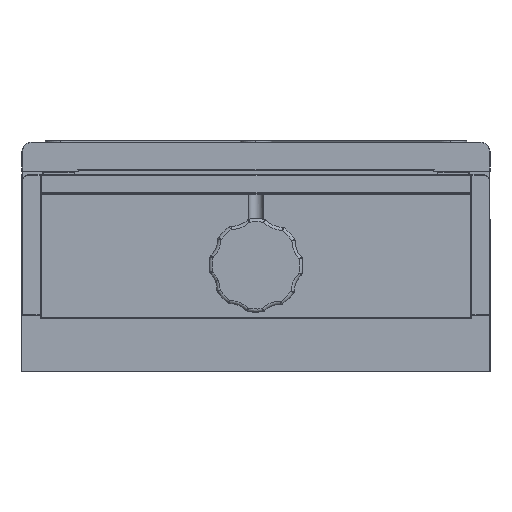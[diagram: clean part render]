
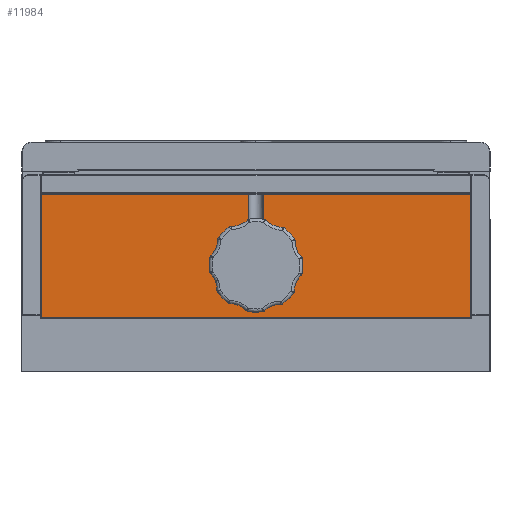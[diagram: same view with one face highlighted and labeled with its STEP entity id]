
A CAD part, front view. The second image highlights one B-rep face of the part: STEP entity #11984.
In plain terms, the highlighted planar face has unit normal (0, -1, 0).
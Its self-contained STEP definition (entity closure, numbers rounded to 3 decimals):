
#1084 = DIRECTION ( 'NONE',  ( 0., 0., -1. ) ) ;
#1591 = VERTEX_POINT ( 'NONE', #74609 ) ;
#2704 = DIRECTION ( 'NONE',  ( 1., 0., 0. ) ) ;
#3889 = VERTEX_POINT ( 'NONE', #47805 ) ;
#5095 = CARTESIAN_POINT ( 'NONE',  ( -78.535, -109.969, 12.047 ) ) ;
#5266 = CARTESIAN_POINT ( 'NONE',  ( -73.035, -109.969, -4.953 ) ) ;
#6630 = LINE ( 'NONE', #32555, #59330 ) ;
#6821 = PLANE ( 'NONE',  #41954 ) ;
#7567 = DIRECTION ( 'NONE',  ( 0., 0., 1. ) ) ;
#7634 = DIRECTION ( 'NONE',  ( 1., 0., 0. ) ) ;
#11812 = DIRECTION ( 'NONE',  ( -1., 0., 0. ) ) ;
#11984 = ADVANCED_FACE ( 'NONE', ( #76374 ), #6821, .F. ) ;
#14731 = EDGE_CURVE ( 'NONE', #28052, #39969, #6630, .T. ) ;
#14820 = EDGE_CURVE ( 'NONE', #36585, #59053, #63272, .T. ) ;
#16488 = CARTESIAN_POINT ( 'NONE',  ( -1.585, -109.969, -4.753 ) ) ;
#19982 = CARTESIAN_POINT ( 'NONE',  ( -145.585, -109.969, -4.953 ) ) ;
#20339 = CARTESIAN_POINT ( 'NONE',  ( -68.135, -109.969, 34.847 ) ) ;
#20511 = ORIENTED_EDGE ( 'NONE', *, *, #48650, .T. ) ;
#21349 = CIRCLE ( 'NONE', #67324, 7.95 ) ;
#25366 = ORIENTED_EDGE ( 'NONE', *, *, #60888, .T. ) ;
#25568 = CARTESIAN_POINT ( 'NONE',  ( -70.585, -109.969, 12.047 ) ) ;
#26397 = DIRECTION ( 'NONE',  ( 0., 0., -1. ) ) ;
#28052 = VERTEX_POINT ( 'NONE', #45392 ) ;
#28313 = AXIS2_PLACEMENT_3D ( 'NONE', #47819, #74563, #2704 ) ;
#28392 = EDGE_LOOP ( 'NONE', ( #79273, #69713, #29635, #68639, #25366, #20511, #43106, #30535, #76814, #45300 ) ) ;
#28956 = VERTEX_POINT ( 'NONE', #5095 ) ;
#29140 = LINE ( 'NONE', #66966, #45766 ) ;
#29635 = ORIENTED_EDGE ( 'NONE', *, *, #74708, .T. ) ;
#30535 = ORIENTED_EDGE ( 'NONE', *, *, #49452, .T. ) ;
#31728 = DIRECTION ( 'NONE',  ( 0., 1., 0. ) ) ;
#31933 = DIRECTION ( 'NONE',  ( 0., 1., 0. ) ) ;
#32555 = CARTESIAN_POINT ( 'NONE',  ( -139.385, -109.969, -4.953 ) ) ;
#32931 = EDGE_CURVE ( 'NONE', #70503, #1591, #45012, .T. ) ;
#36140 = CIRCLE ( 'NONE', #28313, 7.95 ) ;
#36542 = EDGE_CURVE ( 'NONE', #1591, #67161, #54095, .T. ) ;
#36585 = VERTEX_POINT ( 'NONE', #37229 ) ;
#37229 = CARTESIAN_POINT ( 'NONE',  ( -68.135, -109.969, 19.61 ) ) ;
#37787 = VECTOR ( 'NONE', #42171, 1000. ) ;
#37887 = VECTOR ( 'NONE', #66990, 1000. ) ;
#38848 = CARTESIAN_POINT ( 'NONE',  ( -1.785, -109.969, 35.047 ) ) ;
#39969 = VERTEX_POINT ( 'NONE', #72981 ) ;
#40601 = VECTOR ( 'NONE', #67096, 1000. ) ;
#41954 = AXIS2_PLACEMENT_3D ( 'NONE', #19982, #31933, #7634 ) ;
#42102 = CARTESIAN_POINT ( 'NONE',  ( -73.035, -109.969, 19.61 ) ) ;
#42171 = DIRECTION ( 'NONE',  ( -1., 0., 0. ) ) ;
#43106 = ORIENTED_EDGE ( 'NONE', *, *, #14731, .T. ) ;
#45012 = LINE ( 'NONE', #38848, #78296 ) ;
#45300 = ORIENTED_EDGE ( 'NONE', *, *, #36542, .T. ) ;
#45392 = CARTESIAN_POINT ( 'NONE',  ( -139.385, -109.969, 34.847 ) ) ;
#45513 = CARTESIAN_POINT ( 'NONE',  ( -1.785, -109.969, -4.753 ) ) ;
#45766 = VECTOR ( 'NONE', #11812, 1000. ) ;
#47805 = CARTESIAN_POINT ( 'NONE',  ( -73.035, -109.969, 34.847 ) ) ;
#47819 = CARTESIAN_POINT ( 'NONE',  ( -70.585, -109.969, 12.047 ) ) ;
#48650 = EDGE_CURVE ( 'NONE', #3889, #28052, #29140, .T. ) ;
#49452 = EDGE_CURVE ( 'NONE', #39969, #70503, #53927, .T. ) ;
#51460 = CARTESIAN_POINT ( 'NONE',  ( -70.585, -109.969, 12.047 ) ) ;
#52737 = AXIS2_PLACEMENT_3D ( 'NONE', #51460, #76593, #63406 ) ;
#53927 = LINE ( 'NONE', #16488, #40601 ) ;
#54095 = LINE ( 'NONE', #74687, #37787 ) ;
#55587 = DIRECTION ( 'NONE',  ( 1., 0., 0. ) ) ;
#57427 = CARTESIAN_POINT ( 'NONE',  ( -68.135, -109.969, -4.953 ) ) ;
#59053 = VERTEX_POINT ( 'NONE', #79075 ) ;
#59330 = VECTOR ( 'NONE', #26397, 1000. ) ;
#60518 = VERTEX_POINT ( 'NONE', #42102 ) ;
#60888 = EDGE_CURVE ( 'NONE', #60518, #3889, #73583, .T. ) ;
#62795 = LINE ( 'NONE', #57427, #75346 ) ;
#63272 = CIRCLE ( 'NONE', #52737, 7.95 ) ;
#63406 = DIRECTION ( 'NONE',  ( 1., 0., 0. ) ) ;
#64413 = EDGE_CURVE ( 'NONE', #67161, #36585, #62795, .T. ) ;
#66966 = CARTESIAN_POINT ( 'NONE',  ( -145.585, -109.969, 34.847 ) ) ;
#66990 = DIRECTION ( 'NONE',  ( 0., 0., 1. ) ) ;
#67096 = DIRECTION ( 'NONE',  ( 1., 0., 0. ) ) ;
#67161 = VERTEX_POINT ( 'NONE', #20339 ) ;
#67324 = AXIS2_PLACEMENT_3D ( 'NONE', #25568, #31728, #55587 ) ;
#68639 = ORIENTED_EDGE ( 'NONE', *, *, #72488, .T. ) ;
#69713 = ORIENTED_EDGE ( 'NONE', *, *, #14820, .T. ) ;
#70503 = VERTEX_POINT ( 'NONE', #45513 ) ;
#72488 = EDGE_CURVE ( 'NONE', #28956, #60518, #21349, .T. ) ;
#72981 = CARTESIAN_POINT ( 'NONE',  ( -139.385, -109.969, -4.753 ) ) ;
#73583 = LINE ( 'NONE', #5266, #37887 ) ;
#74563 = DIRECTION ( 'NONE',  ( 0., 1., 0. ) ) ;
#74609 = CARTESIAN_POINT ( 'NONE',  ( -1.785, -109.969, 34.847 ) ) ;
#74687 = CARTESIAN_POINT ( 'NONE',  ( -145.585, -109.969, 34.847 ) ) ;
#74708 = EDGE_CURVE ( 'NONE', #59053, #28956, #36140, .T. ) ;
#75346 = VECTOR ( 'NONE', #1084, 1000. ) ;
#76374 = FACE_OUTER_BOUND ( 'NONE', #28392, .T. ) ;
#76593 = DIRECTION ( 'NONE',  ( 0., 1., 0. ) ) ;
#76814 = ORIENTED_EDGE ( 'NONE', *, *, #32931, .T. ) ;
#78296 = VECTOR ( 'NONE', #7567, 1000. ) ;
#79075 = CARTESIAN_POINT ( 'NONE',  ( -62.635, -109.969, 12.047 ) ) ;
#79273 = ORIENTED_EDGE ( 'NONE', *, *, #64413, .T. ) ;
